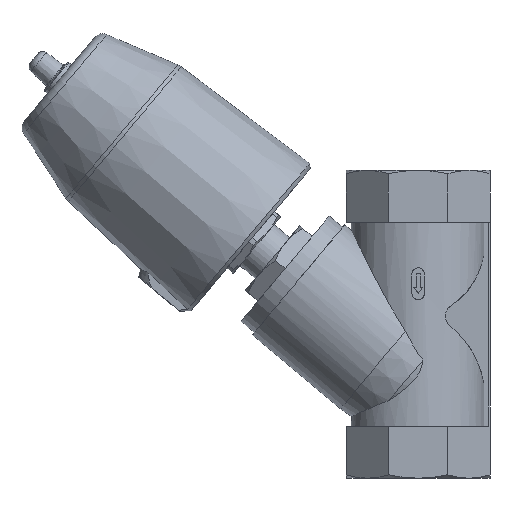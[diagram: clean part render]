
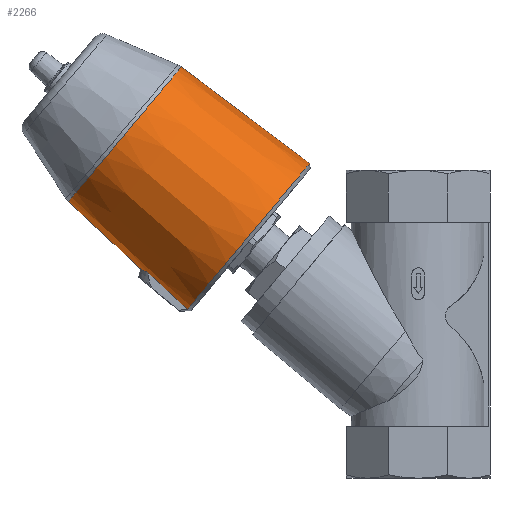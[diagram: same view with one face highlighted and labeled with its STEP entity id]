
A CAD part, left-side view. The second image highlights one B-rep face of the part: STEP entity #2266.
In plain terms, the highlighted conical face has half-angle 3 degrees and reference radius 42.811 mm.
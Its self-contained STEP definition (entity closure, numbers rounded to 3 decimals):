
#52=CONICAL_SURFACE('',#2498,42.811,0.052);
#462=B_SPLINE_CURVE_WITH_KNOTS('',3,(#3774,#3775,#3776,#3777,#3778,#3779,
#3780,#3781,#3782),.UNSPECIFIED.,.F.,.F.,(4,1,1,1,1,1,4),(0.,
0.003,0.006,0.011,0.017,
0.02,0.023),.UNSPECIFIED.);
#464=B_SPLINE_CURVE_WITH_KNOTS('',3,(#3794,#3795,#3796,#3797),
 .UNSPECIFIED.,.F.,.F.,(4,4),(0.001,0.028),
 .UNSPECIFIED.);
#465=B_SPLINE_CURVE_WITH_KNOTS('',3,(#3810,#3811,#3812,#3813),
 .UNSPECIFIED.,.F.,.F.,(4,4),(0.002,0.028),
 .UNSPECIFIED.);
#469=B_SPLINE_CURVE_WITH_KNOTS('',3,(#3865,#3866,#3867,#3868,#3869,#3870,
#3871,#3872,#3873,#3874,#3875,#3876,#3877,#3878,#3879,#3880,#3881,#3882,
#3883,#3884,#3885,#3886,#3887,#3888,#3889,#3890,#3891,#3892,#3893,#3894,
#3895,#3896,#3897,#3898,#3899,#3900,#3901,#3902,#3903,#3904,#3905,#3906,
#3907,#3908,#3909,#3910,#3911,#3912,#3913,#3914,#3915,#3916),
 .UNSPECIFIED.,.F.,.F.,(4,1,1,1,1,1,1,1,1,1,1,1,1,1,1,1,1,1,1,1,1,1,1,1,
1,1,1,1,1,1,1,1,1,1,1,1,1,1,1,1,1,1,1,1,1,1,1,1,1,4),(0.157,
0.166,0.17,0.174,0.183,
0.191,0.2,0.209,0.217,
0.221,0.226,0.23,0.234,
0.239,0.243,0.247,0.251,
0.256,0.26,0.264,0.269,
0.277,0.286,0.294,0.298,
0.303,0.307,0.311,0.32,
0.328,0.337,0.341,0.346,
0.35,0.354,0.358,0.363,0.367,
0.371,0.376,0.38,0.384,
0.388,0.393,0.397,0.401,
0.406,0.414,0.423,0.431),
 .UNSPECIFIED.);
#710=ORIENTED_EDGE('',*,*,#1271,.T.);
#711=ORIENTED_EDGE('',*,*,#1275,.T.);
#712=ORIENTED_EDGE('',*,*,#1303,.T.);
#713=ORIENTED_EDGE('',*,*,#1282,.F.);
#714=ORIENTED_EDGE('',*,*,#1315,.T.);
#1271=EDGE_CURVE('',#1577,#1579,#462,.T.);
#1275=EDGE_CURVE('',#1579,#1583,#464,.T.);
#1282=EDGE_CURVE('',#1577,#1589,#465,.T.);
#1303=EDGE_CURVE('',#1583,#1589,#469,.T.);
#1315=EDGE_CURVE('',#1610,#1610,#1770,.T.);
#1577=VERTEX_POINT('',#3765);
#1579=VERTEX_POINT('',#3773);
#1583=VERTEX_POINT('',#3793);
#1589=VERTEX_POINT('',#3814);
#1610=VERTEX_POINT('',#3954);
#1770=CIRCLE('',#2497,42.811);
#1878=EDGE_LOOP('',(#710,#711,#712,#713));
#1879=EDGE_LOOP('',(#714));
#2068=FACE_BOUND('',#1878,.T.);
#2069=FACE_BOUND('',#1879,.T.);
#2266=ADVANCED_FACE('',(#2068,#2069),#52,.T.);
#2497=AXIS2_PLACEMENT_3D('',#3953,#2910,#2911);
#2498=AXIS2_PLACEMENT_3D('',#3955,#2912,#2913);
#2910=DIRECTION('',(0.643,-0.766,0.));
#2911=DIRECTION('',(0.766,0.643,0.));
#2912=DIRECTION('',(0.643,-0.766,0.));
#2913=DIRECTION('',(0.766,0.643,0.));
#3765=CARTESIAN_POINT('',(-100.125,131.58,10.));
#3773=CARTESIAN_POINT('',(-100.125,131.58,-10.));
#3774=CARTESIAN_POINT('',(-100.125,131.58,10.));
#3775=CARTESIAN_POINT('',(-100.503,132.19,9.376));
#3776=CARTESIAN_POINT('',(-101.138,133.286,7.991));
#3777=CARTESIAN_POINT('',(-102.029,134.979,4.692));
#3778=CARTESIAN_POINT('',(-102.444,135.876,-0.006));
#3779=CARTESIAN_POINT('',(-102.026,134.973,-4.709));
#3780=CARTESIAN_POINT('',(-101.135,133.28,-7.997));
#3781=CARTESIAN_POINT('',(-100.503,132.19,-9.375));
#3782=CARTESIAN_POINT('',(-100.125,131.58,-10.));
#3793=CARTESIAN_POINT('',(-82.255,112.466,-10.));
#3794=CARTESIAN_POINT('',(-100.125,131.58,-10.));
#3795=CARTESIAN_POINT('',(-94.168,125.208,-10.));
#3796=CARTESIAN_POINT('',(-88.211,118.837,-10.));
#3797=CARTESIAN_POINT('',(-82.255,112.466,-10.));
#3810=CARTESIAN_POINT('',(-100.125,131.58,10.));
#3811=CARTESIAN_POINT('',(-94.168,125.208,10.));
#3812=CARTESIAN_POINT('',(-88.211,118.837,10.));
#3813=CARTESIAN_POINT('',(-82.255,112.466,10.));
#3814=CARTESIAN_POINT('',(-82.255,112.466,10.));
#3865=CARTESIAN_POINT('',(-82.255,112.466,-10.));
#3866=CARTESIAN_POINT('',(-82.725,112.071,-12.81));
#3867=CARTESIAN_POINT('',(-83.715,111.241,-16.886));
#3868=CARTESIAN_POINT('',(-85.587,109.67,-22.045));
#3869=CARTESIAN_POINT('',(-87.847,107.773,-27.022));
#3870=CARTESIAN_POINT('',(-91.231,104.934,-32.577));
#3871=CARTESIAN_POINT('',(-96.258,100.716,-38.287));
#3872=CARTESIAN_POINT('',(-101.885,95.994,-42.622));
#3873=CARTESIAN_POINT('',(-108.143,90.743,-45.607));
#3874=CARTESIAN_POINT('',(-113.505,86.244,-46.789));
#3875=CARTESIAN_POINT('',(-117.936,82.526,-46.966));
#3876=CARTESIAN_POINT('',(-121.208,79.78,-46.7));
#3877=CARTESIAN_POINT('',(-124.44,77.069,-46.052));
#3878=CARTESIAN_POINT('',(-127.635,74.388,-45.016));
#3879=CARTESIAN_POINT('',(-130.767,71.759,-43.589));
#3880=CARTESIAN_POINT('',(-133.743,69.262,-41.818));
#3881=CARTESIAN_POINT('',(-136.585,66.878,-39.705));
#3882=CARTESIAN_POINT('',(-139.301,64.598,-37.229));
#3883=CARTESIAN_POINT('',(-141.819,62.485,-34.45));
#3884=CARTESIAN_POINT('',(-144.113,60.56,-31.409));
#3885=CARTESIAN_POINT('',(-146.192,58.816,-28.104));
#3886=CARTESIAN_POINT('',(-148.676,56.732,-23.312));
#3887=CARTESIAN_POINT('',(-151.082,54.713,-16.937));
#3888=CARTESIAN_POINT('',(-152.892,53.194,-8.589));
#3889=CARTESIAN_POINT('',(-153.394,52.773,-1.427));
#3890=CARTESIAN_POINT('',(-153.189,52.945,4.327));
#3891=CARTESIAN_POINT('',(-152.739,53.323,8.564));
#3892=CARTESIAN_POINT('',(-151.992,53.95,12.754));
#3893=CARTESIAN_POINT('',(-150.594,55.123,18.232));
#3894=CARTESIAN_POINT('',(-148.191,57.139,24.598));
#3895=CARTESIAN_POINT('',(-144.204,60.485,31.574));
#3896=CARTESIAN_POINT('',(-140.215,63.832,36.393));
#3897=CARTESIAN_POINT('',(-136.583,66.879,39.707));
#3898=CARTESIAN_POINT('',(-133.73,69.273,41.827));
#3899=CARTESIAN_POINT('',(-130.754,71.77,43.595));
#3900=CARTESIAN_POINT('',(-127.652,74.373,45.01));
#3901=CARTESIAN_POINT('',(-124.429,77.078,46.056));
#3902=CARTESIAN_POINT('',(-121.193,79.792,46.702));
#3903=CARTESIAN_POINT('',(-117.93,82.531,46.965));
#3904=CARTESIAN_POINT('',(-114.626,85.303,46.836));
#3905=CARTESIAN_POINT('',(-111.345,88.056,46.31));
#3906=CARTESIAN_POINT('',(-108.15,90.737,45.404));
#3907=CARTESIAN_POINT('',(-105.027,93.358,44.126));
#3908=CARTESIAN_POINT('',(-101.962,95.929,42.453));
#3909=CARTESIAN_POINT('',(-99.06,98.365,40.441));
#3910=CARTESIAN_POINT('',(-96.324,100.661,38.105));
#3911=CARTESIAN_POINT('',(-93.749,102.821,35.445));
#3912=CARTESIAN_POINT('',(-90.545,105.509,31.451));
#3913=CARTESIAN_POINT('',(-87.162,108.348,25.897));
#3914=CARTESIAN_POINT('',(-84.03,110.976,18.217));
#3915=CARTESIAN_POINT('',(-82.722,112.074,12.794));
#3916=CARTESIAN_POINT('',(-82.255,112.466,10.));
#3953=CARTESIAN_POINT('',(-167.577,142.854,0.));
#3954=CARTESIAN_POINT('',(-134.782,170.373,0.));
#3955=CARTESIAN_POINT('',(-167.577,142.854,0.));
